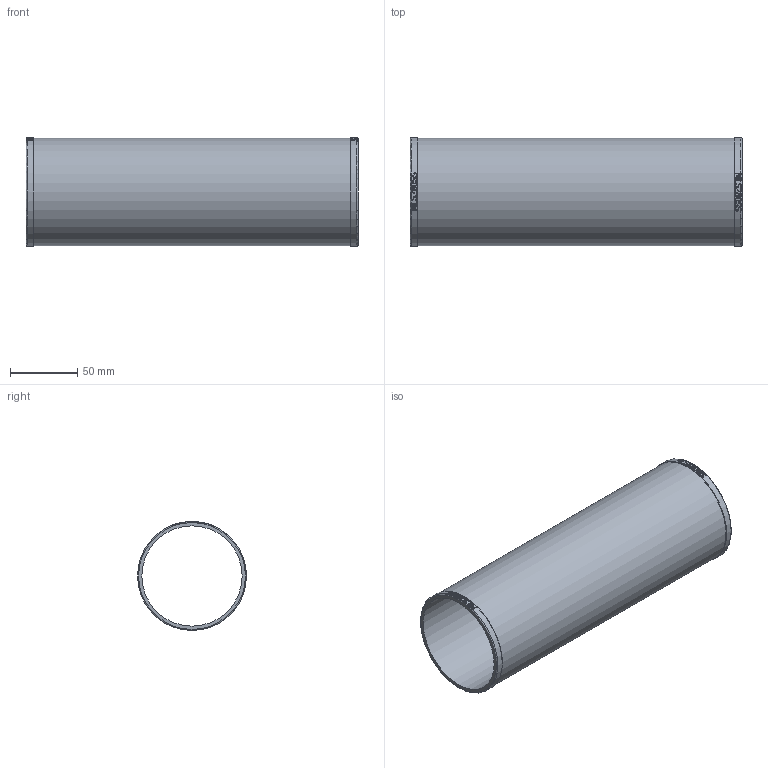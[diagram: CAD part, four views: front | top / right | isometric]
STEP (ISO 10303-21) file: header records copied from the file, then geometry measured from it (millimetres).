
FILE_DESCRIPTION(/* description */ ('2" LST SCREEN 80 MESH W/ PERF SUPPORT'),/* implementation_level */ '2;1');
FILE_NAME(/* name */ 'MLS280SS.stp',/* time_stamp */ '2017-04-10T15:55:33-04:00',/* author */ ('MEG'),/* organization */ (''),/* preprocessor_version */ 'ST-DEVELOPER v16.5',/* originating_system */ 'Autodesk Inventor 2017',/* authorisation */ '');
FILE_SCHEMA (('AUTOMOTIVE_DESIGN { 1 0 10303 214 3 1 1 }'));
Length unit declared in the file: inch
Products named in the file (1): MLS280SS
Bounding box: 246.89 x 80.98 x 80.98 mm (x, y, z)
Volume: 161614.6 mm3; surface area: 239830.1 mm2
Topology: 1 solids, 2 shells, 296 faces, 850 edges, 566 vertices
Faces by surface type: bspline 180, plane 84, cylinder 30, torus 2
Full cylindrical faces by diameter (mm): 74.612 x1, 79.451 x1, 79.705 x1, 80.213 x1, 80.975 x2
Entity records: 12921 total; most frequent: CARTESIAN_POINT 6311, ORIENTED_EDGE 1680, EDGE_CURVE 840, DIRECTION 832, VERTEX_POINT 564, B_SPLINE_CURVE_WITH_KNOTS 376, LINE 330, VECTOR 330
